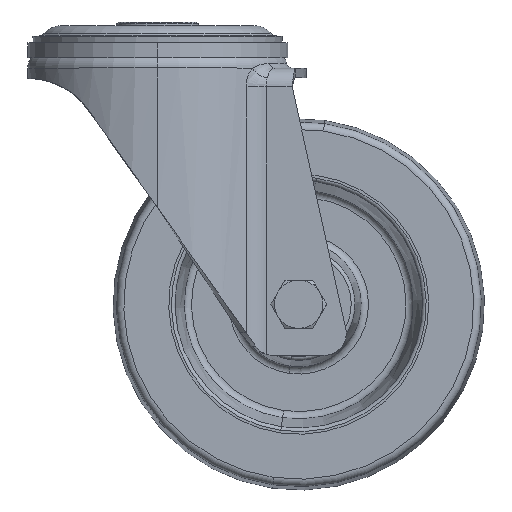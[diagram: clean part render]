
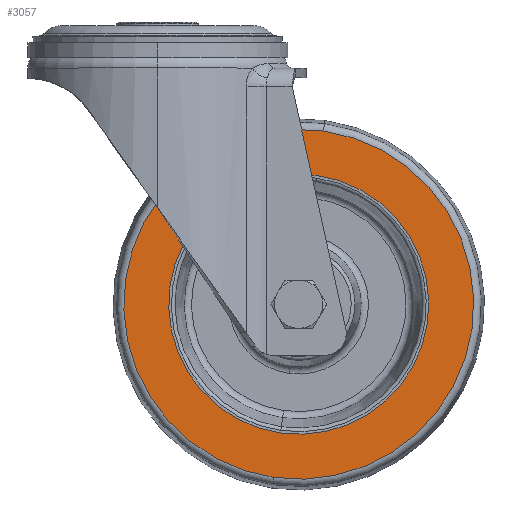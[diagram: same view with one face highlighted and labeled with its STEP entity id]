
A CAD part, top view. The second image highlights one B-rep face of the part: STEP entity #3057.
In plain terms, the highlighted planar face has unit normal (0, 0, 1).
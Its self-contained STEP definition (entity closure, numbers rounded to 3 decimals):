
#202 = AXIS2_PLACEMENT_3D ( 'NONE', #7869, #4560, #10014 ) ;
#267 = ORIENTED_EDGE ( 'NONE', *, *, #12426, .F. ) ;
#448 = DIRECTION ( 'NONE',  ( 0.141, 0.99, 0. ) ) ;
#583 = AXIS2_PLACEMENT_3D ( 'NONE', #6206, #9690, #11806 ) ;
#650 = DIRECTION ( 'NONE',  ( 0., 0., 1. ) ) ;
#821 = CIRCLE ( 'NONE', #583, 35. ) ;
#914 = ORIENTED_EDGE ( 'NONE', *, *, #6025, .F. ) ;
#921 = FACE_BOUND ( 'NONE', #7969, .T. ) ;
#1591 = ORIENTED_EDGE ( 'NONE', *, *, #9341, .T. ) ;
#1952 = CARTESIAN_POINT ( 'NONE',  ( 33.069, -110.651, 18. ) ) ;
#1983 = DIRECTION ( 'NONE',  ( 0.141, 0.99, 0. ) ) ;
#2206 = FACE_OUTER_BOUND ( 'NONE', #11583, .T. ) ;
#3057 = ADVANCED_FACE ( 'NONE', ( #921, #2206 ), #3378, .F. ) ;
#3378 = PLANE ( 'NONE',  #7830 ) ;
#4486 = CARTESIAN_POINT ( 'NONE',  ( 31.363, -122.638, 18. ) ) ;
#4560 = DIRECTION ( 'NONE',  ( 0., 0., 1. ) ) ;
#4897 = ORIENTED_EDGE ( 'NONE', *, *, #10583, .T. ) ;
#4931 = CARTESIAN_POINT ( 'NONE',  ( 38., -76., 18. ) ) ;
#5397 = DIRECTION ( 'NONE',  ( -0.141, -0.99, 0. ) ) ;
#5509 = CARTESIAN_POINT ( 'NONE',  ( 44.637, -29.362, 18. ) ) ;
#6025 = EDGE_CURVE ( 'NONE', #7564, #13483, #821, .T. ) ;
#6206 = CARTESIAN_POINT ( 'NONE',  ( 38., -76., 18. ) ) ;
#7369 = CIRCLE ( 'NONE', #202, 47.108 ) ;
#7564 = VERTEX_POINT ( 'NONE', #1952 ) ;
#7704 = CIRCLE ( 'NONE', #8193, 47.108 ) ;
#7830 = AXIS2_PLACEMENT_3D ( 'NONE', #11087, #7956, #5397 ) ;
#7869 = CARTESIAN_POINT ( 'NONE',  ( 38., -76., 18. ) ) ;
#7956 = DIRECTION ( 'NONE',  ( 0., 0., -1. ) ) ;
#7969 = EDGE_LOOP ( 'NONE', ( #267, #914 ) ) ;
#8193 = AXIS2_PLACEMENT_3D ( 'NONE', #12131, #650, #1983 ) ;
#8926 = AXIS2_PLACEMENT_3D ( 'NONE', #4931, #13050, #448 ) ;
#9341 = EDGE_CURVE ( 'NONE', #12193, #12044, #7369, .T. ) ;
#9690 = DIRECTION ( 'NONE',  ( 0., 0., 1. ) ) ;
#10014 = DIRECTION ( 'NONE',  ( 0.141, 0.99, 0. ) ) ;
#10583 = EDGE_CURVE ( 'NONE', #12044, #12193, #7704, .T. ) ;
#11087 = CARTESIAN_POINT ( 'NONE',  ( 3.349, -71.069, 18. ) ) ;
#11097 = CIRCLE ( 'NONE', #8926, 35. ) ;
#11583 = EDGE_LOOP ( 'NONE', ( #1591, #4897 ) ) ;
#11806 = DIRECTION ( 'NONE',  ( 0.141, 0.99, 0. ) ) ;
#12044 = VERTEX_POINT ( 'NONE', #4486 ) ;
#12131 = CARTESIAN_POINT ( 'NONE',  ( 38., -76., 18. ) ) ;
#12193 = VERTEX_POINT ( 'NONE', #5509 ) ;
#12426 = EDGE_CURVE ( 'NONE', #13483, #7564, #11097, .T. ) ;
#13050 = DIRECTION ( 'NONE',  ( 0., 0., 1. ) ) ;
#13483 = VERTEX_POINT ( 'NONE', #14635 ) ;
#14635 = CARTESIAN_POINT ( 'NONE',  ( 42.931, -41.349, 18. ) ) ;
